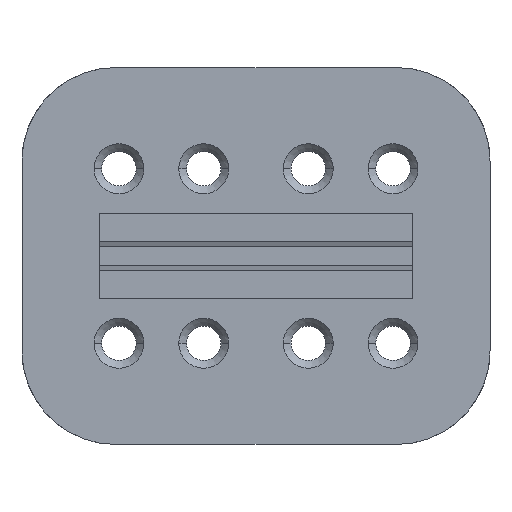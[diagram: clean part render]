
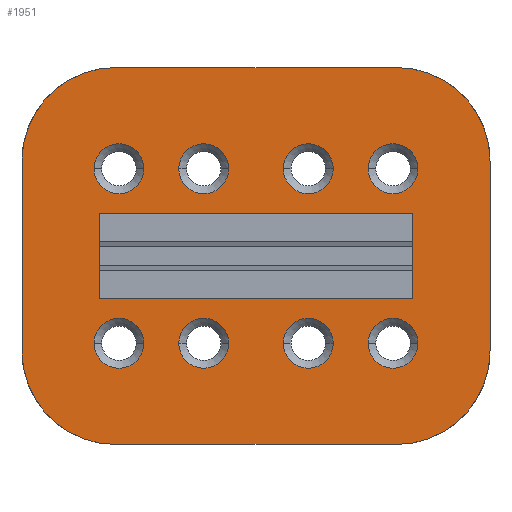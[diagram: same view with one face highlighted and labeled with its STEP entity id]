
A CAD part, front view. The second image highlights one B-rep face of the part: STEP entity #1951.
In plain terms, the highlighted planar face has unit normal (0, -1, 0).
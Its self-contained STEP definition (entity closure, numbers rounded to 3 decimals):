
#2=DIRECTION('',(1.,0.,0.));
#3=VECTOR('',#2,16.35);
#4=CARTESIAN_POINT('',(-8.175,0.,-2.2));
#5=LINE('',#4,#3);
#6=DIRECTION('',(0.,0.,-1.));
#7=VECTOR('',#6,4.4);
#8=CARTESIAN_POINT('',(8.175,0.,2.2));
#9=LINE('',#8,#7);
#10=DIRECTION('',(1.,0.,0.));
#11=VECTOR('',#10,16.35);
#12=CARTESIAN_POINT('',(-8.175,0.,2.2));
#13=LINE('',#12,#11);
#14=DIRECTION('',(0.,0.,-1.));
#15=VECTOR('',#14,4.4);
#16=CARTESIAN_POINT('',(-8.175,0.,2.2));
#17=LINE('',#16,#15);
#18=CARTESIAN_POINT('',(7.325,0.,4.95));
#19=DIRECTION('',(0.,-1.,0.));
#20=DIRECTION('',(1.,0.,0.));
#21=AXIS2_PLACEMENT_3D('',#18,#19,#20);
#23=DIRECTION('',(0.,0.,-1.));
#24=VECTOR('',#23,9.9);
#25=CARTESIAN_POINT('',(12.2,0.,4.95));
#26=LINE('',#25,#24);
#27=CARTESIAN_POINT('',(7.325,0.,-4.95));
#28=DIRECTION('',(0.,-1.,0.));
#29=DIRECTION('',(0.,0.,-1.));
#30=AXIS2_PLACEMENT_3D('',#27,#28,#29);
#32=DIRECTION('',(-1.,0.,0.));
#33=VECTOR('',#32,14.65);
#34=CARTESIAN_POINT('',(7.325,0.,-9.825));
#35=LINE('',#34,#33);
#36=CARTESIAN_POINT('',(-7.325,0.,-4.95));
#37=DIRECTION('',(0.,-1.,0.));
#38=DIRECTION('',(-1.,0.,0.));
#39=AXIS2_PLACEMENT_3D('',#36,#37,#38);
#41=DIRECTION('',(0.,0.,1.));
#42=VECTOR('',#41,9.9);
#43=CARTESIAN_POINT('',(-12.2,0.,-4.95));
#44=LINE('',#43,#42);
#45=CARTESIAN_POINT('',(-7.325,0.,4.95));
#46=DIRECTION('',(0.,-1.,0.));
#47=DIRECTION('',(0.,0.,1.));
#48=AXIS2_PLACEMENT_3D('',#45,#46,#47);
#50=DIRECTION('',(1.,0.,0.));
#51=VECTOR('',#50,14.65);
#52=CARTESIAN_POINT('',(-7.325,0.,9.825));
#53=LINE('',#52,#51);
#54=CARTESIAN_POINT('',(7.145,0.,-4.55));
#55=DIRECTION('',(0.,1.,0.));
#56=DIRECTION('',(-1.,0.,0.));
#57=AXIS2_PLACEMENT_3D('',#54,#55,#56);
#59=CARTESIAN_POINT('',(7.145,0.,-4.55));
#60=DIRECTION('',(0.,1.,0.));
#61=DIRECTION('',(1.,0.,0.));
#62=AXIS2_PLACEMENT_3D('',#59,#60,#61);
#64=CARTESIAN_POINT('',(2.725,0.,-4.55));
#65=DIRECTION('',(0.,1.,0.));
#66=DIRECTION('',(-1.,0.,0.));
#67=AXIS2_PLACEMENT_3D('',#64,#65,#66);
#69=CARTESIAN_POINT('',(2.725,0.,-4.55));
#70=DIRECTION('',(0.,1.,0.));
#71=DIRECTION('',(1.,0.,0.));
#72=AXIS2_PLACEMENT_3D('',#69,#70,#71);
#74=CARTESIAN_POINT('',(-2.725,0.,-4.55));
#75=DIRECTION('',(0.,1.,0.));
#76=DIRECTION('',(-1.,0.,0.));
#77=AXIS2_PLACEMENT_3D('',#74,#75,#76);
#79=CARTESIAN_POINT('',(-2.725,0.,-4.55));
#80=DIRECTION('',(0.,1.,0.));
#81=DIRECTION('',(1.,0.,0.));
#82=AXIS2_PLACEMENT_3D('',#79,#80,#81);
#84=CARTESIAN_POINT('',(-7.145,0.,-4.55));
#85=DIRECTION('',(0.,1.,0.));
#86=DIRECTION('',(-1.,0.,0.));
#87=AXIS2_PLACEMENT_3D('',#84,#85,#86);
#89=CARTESIAN_POINT('',(-7.145,0.,-4.55));
#90=DIRECTION('',(0.,1.,0.));
#91=DIRECTION('',(1.,0.,0.));
#92=AXIS2_PLACEMENT_3D('',#89,#90,#91);
#94=CARTESIAN_POINT('',(-7.145,0.,4.55));
#95=DIRECTION('',(0.,1.,0.));
#96=DIRECTION('',(-1.,0.,0.));
#97=AXIS2_PLACEMENT_3D('',#94,#95,#96);
#99=CARTESIAN_POINT('',(-7.145,0.,4.55));
#100=DIRECTION('',(0.,1.,0.));
#101=DIRECTION('',(1.,0.,0.));
#102=AXIS2_PLACEMENT_3D('',#99,#100,#101);
#104=CARTESIAN_POINT('',(-2.725,0.,4.55));
#105=DIRECTION('',(0.,1.,0.));
#106=DIRECTION('',(-1.,0.,0.));
#107=AXIS2_PLACEMENT_3D('',#104,#105,#106);
#109=CARTESIAN_POINT('',(-2.725,0.,4.55));
#110=DIRECTION('',(0.,1.,0.));
#111=DIRECTION('',(1.,0.,0.));
#112=AXIS2_PLACEMENT_3D('',#109,#110,#111);
#114=CARTESIAN_POINT('',(2.725,0.,4.55));
#115=DIRECTION('',(0.,1.,0.));
#116=DIRECTION('',(-1.,0.,0.));
#117=AXIS2_PLACEMENT_3D('',#114,#115,#116);
#119=CARTESIAN_POINT('',(2.725,0.,4.55));
#120=DIRECTION('',(0.,1.,0.));
#121=DIRECTION('',(1.,0.,0.));
#122=AXIS2_PLACEMENT_3D('',#119,#120,#121);
#124=CARTESIAN_POINT('',(7.145,0.,4.55));
#125=DIRECTION('',(0.,1.,0.));
#126=DIRECTION('',(-1.,0.,0.));
#127=AXIS2_PLACEMENT_3D('',#124,#125,#126);
#129=CARTESIAN_POINT('',(7.145,0.,4.55));
#130=DIRECTION('',(0.,1.,0.));
#131=DIRECTION('',(1.,0.,0.));
#132=AXIS2_PLACEMENT_3D('',#129,#130,#131);
#1608=CARTESIAN_POINT('',(-8.175,0.,-2.2));
#1609=CARTESIAN_POINT('',(8.175,0.,-2.2));
#1610=VERTEX_POINT('',#1608);
#1611=VERTEX_POINT('',#1609);
#1612=CARTESIAN_POINT('',(-8.175,0.,2.2));
#1613=CARTESIAN_POINT('',(8.175,0.,2.2));
#1614=VERTEX_POINT('',#1612);
#1615=VERTEX_POINT('',#1613);
#1616=CARTESIAN_POINT('',(12.2,0.,4.95));
#1617=CARTESIAN_POINT('',(7.325,0.,9.825));
#1618=VERTEX_POINT('',#1616);
#1619=VERTEX_POINT('',#1617);
#1628=CARTESIAN_POINT('',(7.325,0.,-9.825));
#1629=CARTESIAN_POINT('',(12.2,0.,-4.95));
#1630=VERTEX_POINT('',#1628);
#1631=VERTEX_POINT('',#1629);
#1640=CARTESIAN_POINT('',(-12.2,0.,-4.95));
#1641=CARTESIAN_POINT('',(-7.325,0.,-9.825));
#1642=VERTEX_POINT('',#1640);
#1643=VERTEX_POINT('',#1641);
#1652=CARTESIAN_POINT('',(-7.325,0.,9.825));
#1653=CARTESIAN_POINT('',(-12.2,0.,4.95));
#1654=VERTEX_POINT('',#1652);
#1655=VERTEX_POINT('',#1653);
#1664=CARTESIAN_POINT('',(5.845,0.,-4.55));
#1665=CARTESIAN_POINT('',(8.445,0.,-4.55));
#1666=VERTEX_POINT('',#1664);
#1667=VERTEX_POINT('',#1665);
#1672=CARTESIAN_POINT('',(1.425,0.,-4.55));
#1673=CARTESIAN_POINT('',(4.025,0.,-4.55));
#1674=VERTEX_POINT('',#1672);
#1675=VERTEX_POINT('',#1673);
#1680=CARTESIAN_POINT('',(-4.025,0.,-4.55));
#1681=CARTESIAN_POINT('',(-1.425,0.,-4.55));
#1682=VERTEX_POINT('',#1680);
#1683=VERTEX_POINT('',#1681);
#1688=CARTESIAN_POINT('',(-8.445,0.,-4.55));
#1689=CARTESIAN_POINT('',(-5.845,0.,-4.55));
#1690=VERTEX_POINT('',#1688);
#1691=VERTEX_POINT('',#1689);
#1696=CARTESIAN_POINT('',(-8.445,0.,4.55));
#1697=CARTESIAN_POINT('',(-5.845,0.,4.55));
#1698=VERTEX_POINT('',#1696);
#1699=VERTEX_POINT('',#1697);
#1704=CARTESIAN_POINT('',(-4.025,0.,4.55));
#1705=CARTESIAN_POINT('',(-1.425,0.,4.55));
#1706=VERTEX_POINT('',#1704);
#1707=VERTEX_POINT('',#1705);
#1712=CARTESIAN_POINT('',(1.425,0.,4.55));
#1713=CARTESIAN_POINT('',(4.025,0.,4.55));
#1714=VERTEX_POINT('',#1712);
#1715=VERTEX_POINT('',#1713);
#1720=CARTESIAN_POINT('',(5.845,0.,4.55));
#1721=CARTESIAN_POINT('',(8.445,0.,4.55));
#1722=VERTEX_POINT('',#1720);
#1723=VERTEX_POINT('',#1721);
#1870=CARTESIAN_POINT('',(0.,0.,0.));
#1871=DIRECTION('',(0.,1.,0.));
#1872=DIRECTION('',(1.,0.,0.));
#1873=AXIS2_PLACEMENT_3D('',#1870,#1871,#1872);
#1874=PLANE('',#1873);
#1876=ORIENTED_EDGE('',*,*,#1875,.F.);
#1878=ORIENTED_EDGE('',*,*,#1877,.T.);
#1880=ORIENTED_EDGE('',*,*,#1879,.F.);
#1882=ORIENTED_EDGE('',*,*,#1881,.T.);
#1884=ORIENTED_EDGE('',*,*,#1883,.F.);
#1886=ORIENTED_EDGE('',*,*,#1885,.T.);
#1888=ORIENTED_EDGE('',*,*,#1887,.F.);
#1890=ORIENTED_EDGE('',*,*,#1889,.T.);
#1891=EDGE_LOOP('',(#1876,#1878,#1880,#1882,#1884,#1886,#1888,#1890));
#1892=FACE_OUTER_BOUND('',#1891,.F.);
#1894=ORIENTED_EDGE('',*,*,#1893,.T.);
#1896=ORIENTED_EDGE('',*,*,#1895,.F.);
#1898=ORIENTED_EDGE('',*,*,#1897,.F.);
#1900=ORIENTED_EDGE('',*,*,#1899,.T.);
#1901=EDGE_LOOP('',(#1894,#1896,#1898,#1900));
#1902=FACE_BOUND('',#1901,.F.);
#1904=ORIENTED_EDGE('',*,*,#1903,.F.);
#1906=ORIENTED_EDGE('',*,*,#1905,.F.);
#1907=EDGE_LOOP('',(#1904,#1906));
#1908=FACE_BOUND('',#1907,.F.);
#1910=ORIENTED_EDGE('',*,*,#1909,.F.);
#1912=ORIENTED_EDGE('',*,*,#1911,.F.);
#1913=EDGE_LOOP('',(#1910,#1912));
#1914=FACE_BOUND('',#1913,.F.);
#1916=ORIENTED_EDGE('',*,*,#1915,.F.);
#1918=ORIENTED_EDGE('',*,*,#1917,.F.);
#1919=EDGE_LOOP('',(#1916,#1918));
#1920=FACE_BOUND('',#1919,.F.);
#1922=ORIENTED_EDGE('',*,*,#1921,.F.);
#1924=ORIENTED_EDGE('',*,*,#1923,.F.);
#1925=EDGE_LOOP('',(#1922,#1924));
#1926=FACE_BOUND('',#1925,.F.);
#1928=ORIENTED_EDGE('',*,*,#1927,.F.);
#1930=ORIENTED_EDGE('',*,*,#1929,.F.);
#1931=EDGE_LOOP('',(#1928,#1930));
#1932=FACE_BOUND('',#1931,.F.);
#1934=ORIENTED_EDGE('',*,*,#1933,.F.);
#1936=ORIENTED_EDGE('',*,*,#1935,.F.);
#1937=EDGE_LOOP('',(#1934,#1936));
#1938=FACE_BOUND('',#1937,.F.);
#1940=ORIENTED_EDGE('',*,*,#1939,.F.);
#1942=ORIENTED_EDGE('',*,*,#1941,.F.);
#1943=EDGE_LOOP('',(#1940,#1942));
#1944=FACE_BOUND('',#1943,.F.);
#1946=ORIENTED_EDGE('',*,*,#1945,.F.);
#1948=ORIENTED_EDGE('',*,*,#1947,.F.);
#1949=EDGE_LOOP('',(#1946,#1948));
#1950=FACE_BOUND('',#1949,.F.);
#1951=ADVANCED_FACE('',(#1892,#1902,#1908,#1914,#1920,#1926,#1932,#1938,#1944,
#1950),#1874,.F.);
#22=CIRCLE('',#21,4.875);
#31=CIRCLE('',#30,4.875);
#40=CIRCLE('',#39,4.875);
#49=CIRCLE('',#48,4.875);
#58=CIRCLE('',#57,1.3);
#63=CIRCLE('',#62,1.3);
#68=CIRCLE('',#67,1.3);
#73=CIRCLE('',#72,1.3);
#78=CIRCLE('',#77,1.3);
#83=CIRCLE('',#82,1.3);
#88=CIRCLE('',#87,1.3);
#93=CIRCLE('',#92,1.3);
#98=CIRCLE('',#97,1.3);
#103=CIRCLE('',#102,1.3);
#108=CIRCLE('',#107,1.3);
#113=CIRCLE('',#112,1.3);
#118=CIRCLE('',#117,1.3);
#123=CIRCLE('',#122,1.3);
#128=CIRCLE('',#127,1.3);
#133=CIRCLE('',#132,1.3);
#1875=EDGE_CURVE('',#1618,#1619,#22,.T.);
#1877=EDGE_CURVE('',#1618,#1631,#26,.T.);
#1879=EDGE_CURVE('',#1630,#1631,#31,.T.);
#1881=EDGE_CURVE('',#1630,#1643,#35,.T.);
#1883=EDGE_CURVE('',#1642,#1643,#40,.T.);
#1885=EDGE_CURVE('',#1642,#1655,#44,.T.);
#1887=EDGE_CURVE('',#1654,#1655,#49,.T.);
#1889=EDGE_CURVE('',#1654,#1619,#53,.T.);
#1893=EDGE_CURVE('',#1610,#1611,#5,.T.);
#1895=EDGE_CURVE('',#1615,#1611,#9,.T.);
#1897=EDGE_CURVE('',#1614,#1615,#13,.T.);
#1899=EDGE_CURVE('',#1614,#1610,#17,.T.);
#1903=EDGE_CURVE('',#1666,#1667,#58,.T.);
#1905=EDGE_CURVE('',#1667,#1666,#63,.T.);
#1909=EDGE_CURVE('',#1674,#1675,#68,.T.);
#1911=EDGE_CURVE('',#1675,#1674,#73,.T.);
#1915=EDGE_CURVE('',#1682,#1683,#78,.T.);
#1917=EDGE_CURVE('',#1683,#1682,#83,.T.);
#1921=EDGE_CURVE('',#1690,#1691,#88,.T.);
#1923=EDGE_CURVE('',#1691,#1690,#93,.T.);
#1927=EDGE_CURVE('',#1698,#1699,#98,.T.);
#1929=EDGE_CURVE('',#1699,#1698,#103,.T.);
#1933=EDGE_CURVE('',#1706,#1707,#108,.T.);
#1935=EDGE_CURVE('',#1707,#1706,#113,.T.);
#1939=EDGE_CURVE('',#1714,#1715,#118,.T.);
#1941=EDGE_CURVE('',#1715,#1714,#123,.T.);
#1945=EDGE_CURVE('',#1722,#1723,#128,.T.);
#1947=EDGE_CURVE('',#1723,#1722,#133,.T.);
